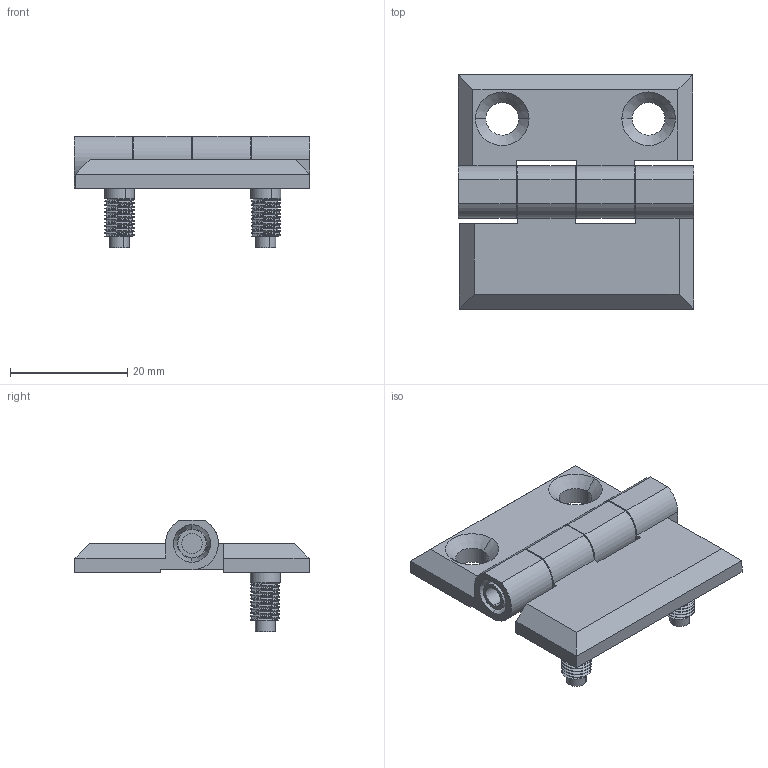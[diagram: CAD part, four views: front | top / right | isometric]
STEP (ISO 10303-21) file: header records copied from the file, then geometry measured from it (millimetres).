
FILE_DESCRIPTION (( 'STEP AP203' ), '1' );
FILE_NAME ('MY4040.1.2.2.STEP', '2022-06-07T10:26:58', ( '' ), ( '' ), 'SwSTEP 2.0', 'SolidWorks 2021', '' );
FILE_SCHEMA (( 'CONFIG_CONTROL_DESIGN' ));
Length unit declared in the file: millimetre
Products named in the file (1): MY4040.1.2.2
Bounding box: 40.2 x 40 x 19.1 mm (x, y, z)
Surface area: 6042.5 mm2 (no closed solid volume)
Topology: 0 solids, 6 shells, 245 faces, 647 edges, 426 vertices
Faces by surface type: cylinder 110, plane 93, bspline 32, cone 8, torus 2
Entity records: 11417 total; most frequent: CARTESIAN_POINT 5611, ORIENTED_EDGE 1260, DIRECTION 1085, EDGE_CURVE 647, VERTEX_POINT 426, AXIS2_PLACEMENT_3D 378, LINE 329, VECTOR 329
